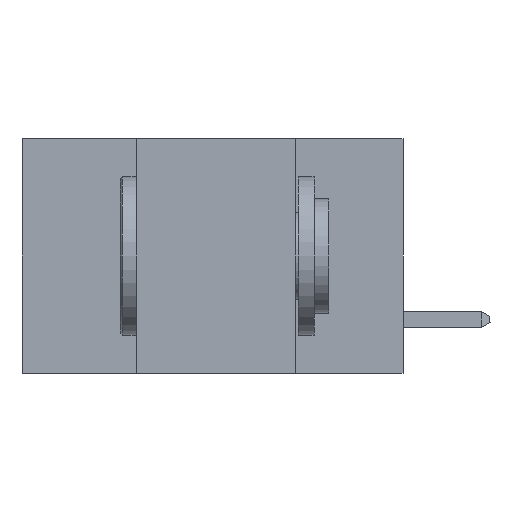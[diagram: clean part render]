
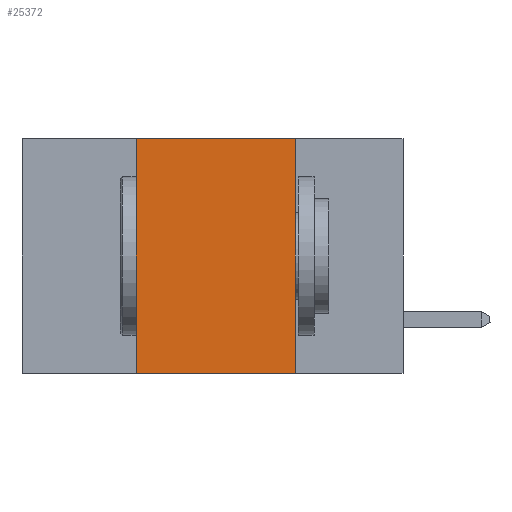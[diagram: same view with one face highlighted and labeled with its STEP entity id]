
A CAD part, left-side view. The second image highlights one B-rep face of the part: STEP entity #25372.
In plain terms, the highlighted planar face has unit normal (-1, 0, 0).
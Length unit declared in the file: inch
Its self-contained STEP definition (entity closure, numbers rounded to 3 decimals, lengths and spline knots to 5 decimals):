
#992 = VECTOR ( 'NONE', #14934, 39.37008 ) ;
#1526 = ORIENTED_EDGE ( 'NONE', *, *, #16510, .F. ) ;
#1940 = VECTOR ( 'NONE', #33988, 39.37008 ) ;
#2467 = CARTESIAN_POINT ( 'NONE',  ( 0., 0.6, -0.37 ) ) ;
#4227 = CARTESIAN_POINT ( 'NONE',  ( 0., 0.6, 0. ) ) ;
#4379 = ORIENTED_EDGE ( 'NONE', *, *, #30631, .F. ) ;
#4392 = AXIS2_PLACEMENT_3D ( 'NONE', #19357, #23129, #30896 ) ;
#4501 = ORIENTED_EDGE ( 'NONE', *, *, #46312, .T. ) ;
#5282 = CARTESIAN_POINT ( 'NONE',  ( 0., 0.17, 0. ) ) ;
#8590 = CARTESIAN_POINT ( 'NONE',  ( 0., 0.42, -0.37 ) ) ;
#9339 = EDGE_CURVE ( 'NONE', #15704, #14821, #11862, .T. ) ;
#9610 = VERTEX_POINT ( 'NONE', #8590 ) ;
#11862 = LINE ( 'NONE', #4227, #1940 ) ;
#14821 = VERTEX_POINT ( 'NONE', #5282 ) ;
#14934 = DIRECTION ( 'NONE',  ( 0., 0., 1. ) ) ;
#15704 = VERTEX_POINT ( 'NONE', #24755 ) ;
#16019 = ORIENTED_EDGE ( 'NONE', *, *, #9339, .F. ) ;
#16510 = EDGE_CURVE ( 'NONE', #14821, #22703, #18613, .T. ) ;
#18613 = LINE ( 'NONE', #26290, #36241 ) ;
#18934 = CARTESIAN_POINT ( 'NONE',  ( 0., 0.42, 0. ) ) ;
#19357 = CARTESIAN_POINT ( 'NONE',  ( 0., 0.6, 0. ) ) ;
#20491 = EDGE_LOOP ( 'NONE', ( #1526, #16019, #4379, #4501 ) ) ;
#21306 = LINE ( 'NONE', #2467, #27230 ) ;
#22703 = VERTEX_POINT ( 'NONE', #37854 ) ;
#23129 = DIRECTION ( 'NONE',  ( 1., 0., 0. ) ) ;
#24755 = CARTESIAN_POINT ( 'NONE',  ( 0., 0.42, 0. ) ) ;
#25372 = ADVANCED_FACE ( 'NONE', ( #46044 ), #34968, .F. ) ;
#26290 = CARTESIAN_POINT ( 'NONE',  ( 0., 0.17, 0. ) ) ;
#27230 = VECTOR ( 'NONE', #47429, 39.37008 ) ;
#30084 = DIRECTION ( 'NONE',  ( 0., 0., -1. ) ) ;
#30631 = EDGE_CURVE ( 'NONE', #9610, #15704, #47226, .T. ) ;
#30896 = DIRECTION ( 'NONE',  ( 0., 0., -1. ) ) ;
#33988 = DIRECTION ( 'NONE',  ( 0., -1., 0. ) ) ;
#34968 = PLANE ( 'NONE',  #4392 ) ;
#36241 = VECTOR ( 'NONE', #30084, 39.37008 ) ;
#37854 = CARTESIAN_POINT ( 'NONE',  ( 0., 0.17, -0.37 ) ) ;
#46044 = FACE_OUTER_BOUND ( 'NONE', #20491, .T. ) ;
#46312 = EDGE_CURVE ( 'NONE', #9610, #22703, #21306, .T. ) ;
#47226 = LINE ( 'NONE', #18934, #992 ) ;
#47429 = DIRECTION ( 'NONE',  ( 0., -1., 0. ) ) ;
